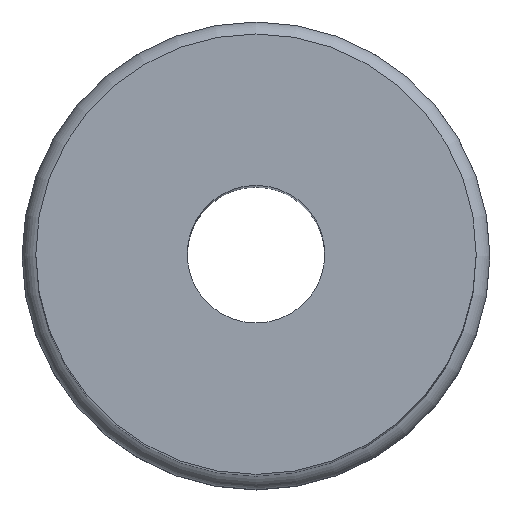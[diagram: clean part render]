
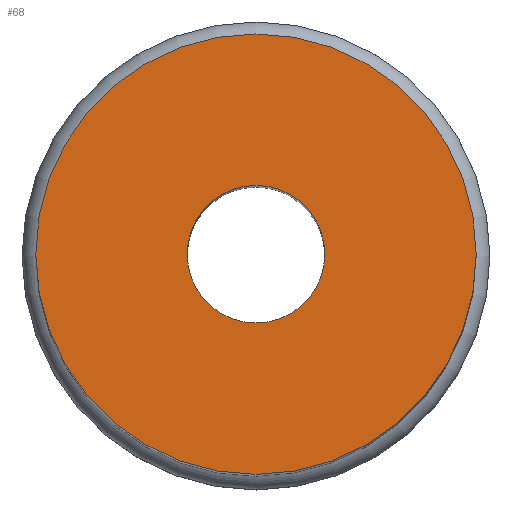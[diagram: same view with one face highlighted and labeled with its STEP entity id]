
A CAD part, top view. The second image highlights one B-rep face of the part: STEP entity #68.
In plain terms, the highlighted planar face has unit normal (0, 0, 1).
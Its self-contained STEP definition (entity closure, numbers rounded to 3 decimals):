
#47=EDGE_CURVE('240[2]',#106,#106,#107,.T.);
#52=EDGE_CURVE('240[2]',#114,#114,#115,.T.);
#68=ADVANCED_FACE('240[2]',(#137,#138),#139,.T.);
#106=VERTEX_POINT('',#175);
#107=CIRCLE('',#176,2.5);
#114=VERTEX_POINT('',#185);
#115=CIRCLE('',#186,8.0);
#137=FACE_OUTER_BOUND('',#213,.T.);
#138=FACE_BOUND('',#214,.T.);
#139=PLANE('',#215);
#175=CARTESIAN_POINT('',(0.,2.5,37.0));
#176=AXIS2_PLACEMENT_3D('',#246,#247,#248);
#185=CARTESIAN_POINT('',(0.,8.0,37.0));
#186=AXIS2_PLACEMENT_3D('',#255,#256,#257);
#213=EDGE_LOOP('',(#278));
#214=EDGE_LOOP('',(#279));
#215=AXIS2_PLACEMENT_3D('',#280,#281,#282);
#246=CARTESIAN_POINT('',(0.,0.,37.0));
#247=DIRECTION('',(0.,0.,-1.0));
#248=DIRECTION('',(0.,1.0,0.));
#255=CARTESIAN_POINT('',(0.,0.,37.0));
#256=DIRECTION('',(0.,0.,-1.0));
#257=DIRECTION('',(0.,1.0,0.));
#278=ORIENTED_EDGE('',*,*,#52,.F.);
#279=ORIENTED_EDGE('',*,*,#47,.T.);
#280=CARTESIAN_POINT('',(0.,5.25,37.0));
#281=DIRECTION('',(0.,0.,1.0));
#282=DIRECTION('',(0.,-1.0,0.));
